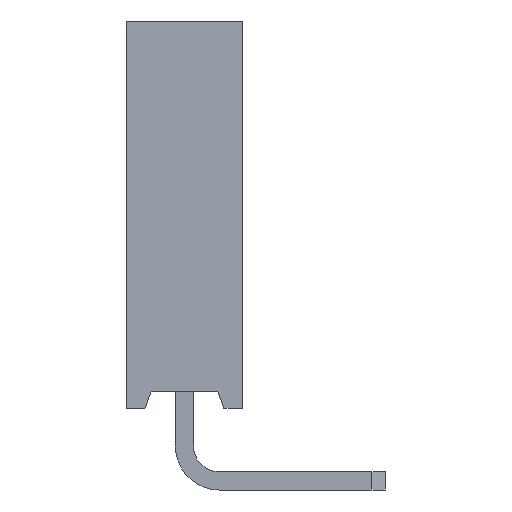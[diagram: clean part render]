
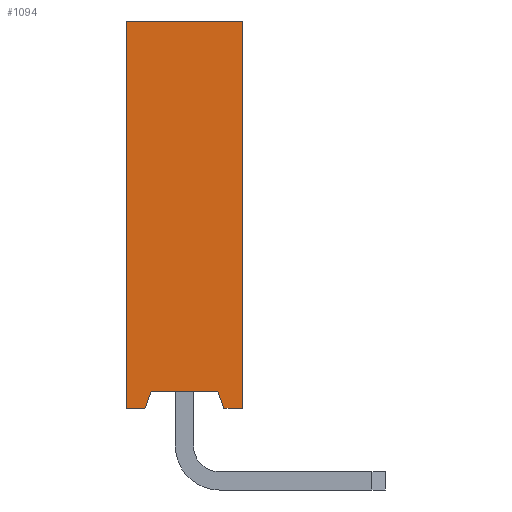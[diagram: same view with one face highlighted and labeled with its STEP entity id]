
A CAD part, left-side view. The second image highlights one B-rep face of the part: STEP entity #1094.
In plain terms, the highlighted planar face has unit normal (-1, 0, 0).
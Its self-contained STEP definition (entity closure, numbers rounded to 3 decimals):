
#50 = CARTESIAN_POINT ( 'NONE',  ( -12.95, 0., 0. ) ) ;
#66 = VERTEX_POINT ( 'NONE', #3367 ) ;
#103 = AXIS2_PLACEMENT_3D ( 'NONE', #50, #5529, #6461 ) ;
#171 = CARTESIAN_POINT ( 'NONE',  ( -12.95, 2.54, 1.6 ) ) ;
#358 = ORIENTED_EDGE ( 'NONE', *, *, #3437, .T. ) ;
#453 = DIRECTION ( 'NONE',  ( 0., 0., 1. ) ) ;
#750 = VECTOR ( 'NONE', #2650, 1000. ) ;
#841 = CARTESIAN_POINT ( 'NONE',  ( -12.95, 2.54, 10.1 ) ) ;
#845 = ORIENTED_EDGE ( 'NONE', *, *, #957, .T. ) ;
#872 = EDGE_CURVE ( 'NONE', #6193, #6028, #4868, .T. ) ;
#904 = CARTESIAN_POINT ( 'NONE',  ( -12.95, 0., 10.1 ) ) ;
#928 = EDGE_CURVE ( 'NONE', #4304, #4461, #6393, .T. ) ;
#957 = EDGE_CURVE ( 'NONE', #2376, #1126, #5323, .T. ) ;
#974 = LINE ( 'NONE', #1916, #2352 ) ;
#1032 = DIRECTION ( 'NONE',  ( 0., -1., 0. ) ) ;
#1094 = ADVANCED_FACE ( 'NONE', ( #3414 ), #2010, .T. ) ;
#1126 = VERTEX_POINT ( 'NONE', #4076 ) ;
#1159 = VECTOR ( 'NONE', #3214, 1000. ) ;
#1206 = DIRECTION ( 'NONE',  ( 0., -1., 0. ) ) ;
#1219 = VECTOR ( 'NONE', #1206, 1000. ) ;
#1242 = CARTESIAN_POINT ( 'NONE',  ( -12.95, 0.4, 1.6 ) ) ;
#1265 = VECTOR ( 'NONE', #6293, 1000. ) ;
#1543 = LINE ( 'NONE', #1568, #750 ) ;
#1568 = CARTESIAN_POINT ( 'NONE',  ( -12.95, 2.54, 10.1 ) ) ;
#1611 = ORIENTED_EDGE ( 'NONE', *, *, #6186, .T. ) ;
#1706 = ORIENTED_EDGE ( 'NONE', *, *, #872, .T. ) ;
#1835 = DIRECTION ( 'NONE',  ( 0., -0.342, -0.94 ) ) ;
#1916 = CARTESIAN_POINT ( 'NONE',  ( -12.95, 0., 1.6 ) ) ;
#2010 = PLANE ( 'NONE',  #103 ) ;
#2136 = ORIENTED_EDGE ( 'NONE', *, *, #4290, .T. ) ;
#2257 = CARTESIAN_POINT ( 'NONE',  ( -12.95, 0.536, 1.975 ) ) ;
#2272 = CARTESIAN_POINT ( 'NONE',  ( -12.95, 2.14, 1.6 ) ) ;
#2352 = VECTOR ( 'NONE', #453, 1000. ) ;
#2376 = VERTEX_POINT ( 'NONE', #3338 ) ;
#2650 = DIRECTION ( 'NONE',  ( 0., 0., -1. ) ) ;
#2783 = LINE ( 'NONE', #2257, #3676 ) ;
#3214 = DIRECTION ( 'NONE',  ( 0., -1., 0. ) ) ;
#3338 = CARTESIAN_POINT ( 'NONE',  ( -12.95, 2.14, 1.6 ) ) ;
#3367 = CARTESIAN_POINT ( 'NONE',  ( -12.95, 2.54, 1.6 ) ) ;
#3414 = FACE_OUTER_BOUND ( 'NONE', #3831, .T. ) ;
#3437 = EDGE_CURVE ( 'NONE', #5045, #4304, #2783, .T. ) ;
#3657 = ORIENTED_EDGE ( 'NONE', *, *, #928, .T. ) ;
#3676 = VECTOR ( 'NONE', #1835, 1000. ) ;
#3699 = CARTESIAN_POINT ( 'NONE',  ( -12.95, 0.536, 1.975 ) ) ;
#3831 = EDGE_LOOP ( 'NONE', ( #1706, #2136, #6116, #845, #5501, #358, #3657, #1611 ) ) ;
#3852 = CARTESIAN_POINT ( 'NONE',  ( -12.95, 0., 1.6 ) ) ;
#3946 = LINE ( 'NONE', #171, #4229 ) ;
#4076 = CARTESIAN_POINT ( 'NONE',  ( -12.95, 2.004, 1.975 ) ) ;
#4118 = LINE ( 'NONE', #5567, #1219 ) ;
#4229 = VECTOR ( 'NONE', #1032, 1000. ) ;
#4242 = CARTESIAN_POINT ( 'NONE',  ( -12.95, 0., 10.1 ) ) ;
#4290 = EDGE_CURVE ( 'NONE', #6028, #66, #1543, .T. ) ;
#4304 = VERTEX_POINT ( 'NONE', #5000 ) ;
#4461 = VERTEX_POINT ( 'NONE', #3852 ) ;
#4801 = DIRECTION ( 'NONE',  ( 0., 1., 0. ) ) ;
#4817 = VECTOR ( 'NONE', #4801, 1000. ) ;
#4868 = LINE ( 'NONE', #4242, #4817 ) ;
#5000 = CARTESIAN_POINT ( 'NONE',  ( -12.95, 0.4, 1.6 ) ) ;
#5045 = VERTEX_POINT ( 'NONE', #3699 ) ;
#5323 = LINE ( 'NONE', #2272, #1265 ) ;
#5501 = ORIENTED_EDGE ( 'NONE', *, *, #6320, .T. ) ;
#5529 = DIRECTION ( 'NONE',  ( -1., 0., 0. ) ) ;
#5567 = CARTESIAN_POINT ( 'NONE',  ( -12.95, 2.004, 1.975 ) ) ;
#5568 = EDGE_CURVE ( 'NONE', #66, #2376, #3946, .T. ) ;
#6028 = VERTEX_POINT ( 'NONE', #841 ) ;
#6116 = ORIENTED_EDGE ( 'NONE', *, *, #5568, .T. ) ;
#6186 = EDGE_CURVE ( 'NONE', #4461, #6193, #974, .T. ) ;
#6193 = VERTEX_POINT ( 'NONE', #904 ) ;
#6293 = DIRECTION ( 'NONE',  ( 0., -0.342, 0.94 ) ) ;
#6320 = EDGE_CURVE ( 'NONE', #1126, #5045, #4118, .T. ) ;
#6393 = LINE ( 'NONE', #1242, #1159 ) ;
#6461 = DIRECTION ( 'NONE',  ( 0., 0., 1. ) ) ;
